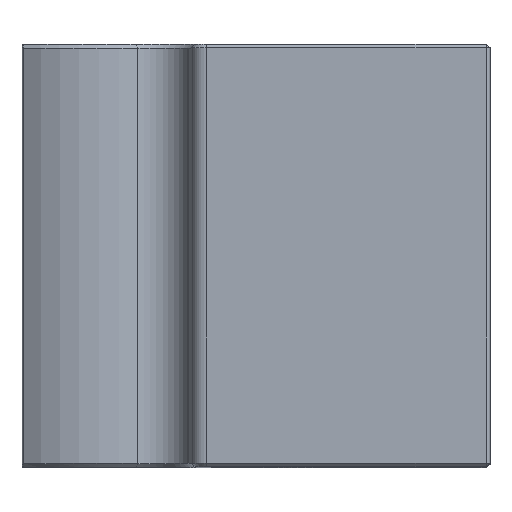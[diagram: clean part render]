
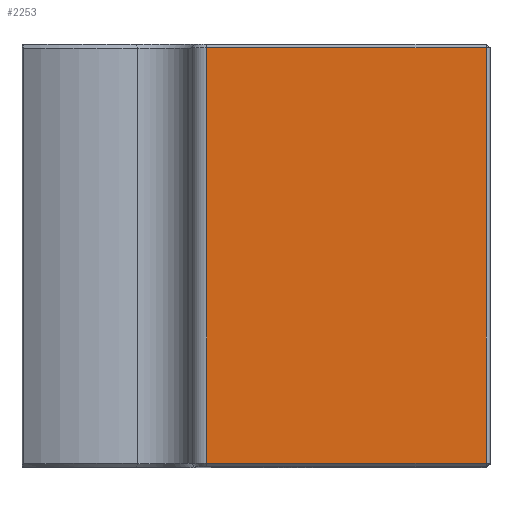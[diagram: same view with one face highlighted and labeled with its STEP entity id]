
A CAD part, top view. The second image highlights one B-rep face of the part: STEP entity #2253.
In plain terms, the highlighted planar face has unit normal (0, 0, 1).
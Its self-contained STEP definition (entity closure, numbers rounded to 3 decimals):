
#259=FACE_OUTER_BOUND('',#398,.T.);
#398=EDGE_LOOP('',(#1771,#1772,#1773,#1774));
#577=LINE('',#3634,#802);
#614=LINE('',#3740,#839);
#615=LINE('',#3744,#840);
#616=LINE('',#3745,#841);
#802=VECTOR('',#2781,10.);
#839=VECTOR('',#2894,10.);
#840=VECTOR('',#2899,10.);
#841=VECTOR('',#2900,10.);
#1041=VERTEX_POINT('',#3626);
#1043=VERTEX_POINT('',#3632);
#1071=VERTEX_POINT('',#3739);
#1072=VERTEX_POINT('',#3743);
#1282=EDGE_CURVE('',#1043,#1041,#577,.T.);
#1335=EDGE_CURVE('',#1041,#1071,#614,.T.);
#1337=EDGE_CURVE('',#1072,#1043,#615,.T.);
#1338=EDGE_CURVE('',#1071,#1072,#616,.T.);
#1771=ORIENTED_EDGE('',*,*,#1282,.F.);
#1772=ORIENTED_EDGE('',*,*,#1337,.F.);
#1773=ORIENTED_EDGE('',*,*,#1338,.F.);
#1774=ORIENTED_EDGE('',*,*,#1335,.F.);
#2150=PLANE('',#2449);
#2253=ADVANCED_FACE('',(#259),#2150,.T.);
#2449=AXIS2_PLACEMENT_3D('',#3742,#2897,#2898);
#2781=DIRECTION('',(-1.,0.,0.));
#2894=DIRECTION('',(0.,1.,0.));
#2897=DIRECTION('center_axis',(0.,0.,1.));
#2898=DIRECTION('ref_axis',(-1.,0.,0.));
#2899=DIRECTION('',(0.,-1.,0.));
#2900=DIRECTION('',(1.,0.,0.));
#3626=CARTESIAN_POINT('',(15.,-39.5,47.9));
#3632=CARTESIAN_POINT('',(51.368,-39.5,47.9));
#3634=CARTESIAN_POINT('',(27.18,-39.5,47.9));
#3739=CARTESIAN_POINT('',(15.,14.5,47.9));
#3740=CARTESIAN_POINT('',(15.,0.,47.9));
#3742=CARTESIAN_POINT('Origin',(51.868,0.,47.9));
#3743=CARTESIAN_POINT('',(51.368,14.5,47.9));
#3744=CARTESIAN_POINT('',(51.368,0.,47.9));
#3745=CARTESIAN_POINT('',(27.18,14.5,47.9));
